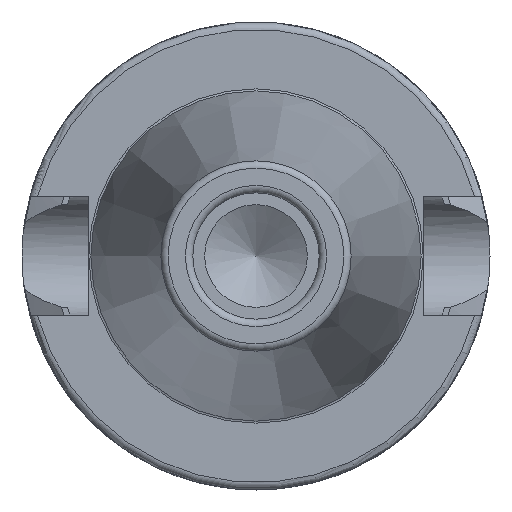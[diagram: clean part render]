
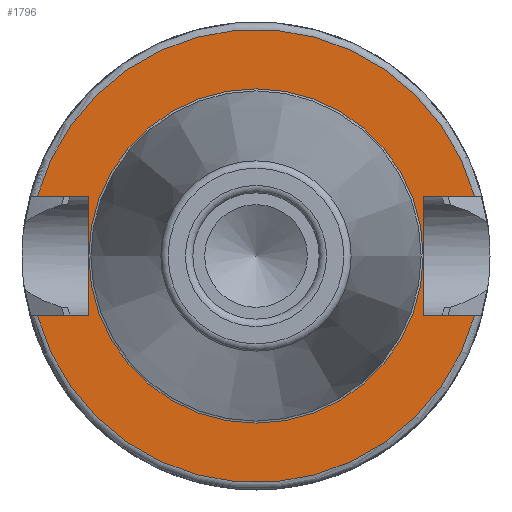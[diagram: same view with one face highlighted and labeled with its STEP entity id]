
A CAD part, left-side view. The second image highlights one B-rep face of the part: STEP entity #1796.
In plain terms, the highlighted planar face has unit normal (-1, 0, 0).
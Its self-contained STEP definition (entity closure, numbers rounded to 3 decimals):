
#98=FACE_BOUND('',#332,.T.);
#144=PLANE('',#2101);
#218=FACE_OUTER_BOUND('',#331,.T.);
#331=EDGE_LOOP('',(#1436,#1437,#1438,#1439,#1440,#1441,#1442,#1443));
#332=EDGE_LOOP('',(#1444));
#450=CIRCLE('',#2078,30.5);
#462=CIRCLE('',#2100,22.5);
#463=CIRCLE('',#2102,30.5);
#556=LINE('',#3087,#656);
#560=LINE('',#3095,#660);
#563=LINE('',#3115,#663);
#574=LINE('',#3215,#674);
#577=LINE('',#3236,#677);
#579=LINE('',#3239,#679);
#656=VECTOR('',#2395,10.);
#660=VECTOR('',#2401,10.);
#663=VECTOR('',#2406,10.);
#674=VECTOR('',#2461,10.);
#677=VECTOR('',#2466,10.);
#679=VECTOR('',#2470,10.);
#808=VERTEX_POINT('',#3075);
#809=VERTEX_POINT('',#3086);
#811=VERTEX_POINT('',#3092);
#812=VERTEX_POINT('',#3094);
#827=VERTEX_POINT('',#3175);
#834=VERTEX_POINT('',#3212);
#835=VERTEX_POINT('',#3214);
#839=VERTEX_POINT('',#3235);
#847=VERTEX_POINT('',#3265);
#1003=EDGE_CURVE('',#809,#808,#556,.T.);
#1007=EDGE_CURVE('',#812,#811,#560,.T.);
#1012=EDGE_CURVE('',#811,#809,#563,.T.);
#1032=EDGE_CURVE('',#812,#827,#450,.T.);
#1042=EDGE_CURVE('',#835,#834,#574,.T.);
#1047=EDGE_CURVE('',#839,#827,#577,.T.);
#1049=EDGE_CURVE('',#834,#839,#579,.T.);
#1063=EDGE_CURVE('',#847,#847,#462,.T.);
#1064=EDGE_CURVE('',#835,#808,#463,.T.);
#1436=ORIENTED_EDGE('',*,*,#1003,.T.);
#1437=ORIENTED_EDGE('',*,*,#1064,.F.);
#1438=ORIENTED_EDGE('',*,*,#1042,.T.);
#1439=ORIENTED_EDGE('',*,*,#1049,.T.);
#1440=ORIENTED_EDGE('',*,*,#1047,.T.);
#1441=ORIENTED_EDGE('',*,*,#1032,.F.);
#1442=ORIENTED_EDGE('',*,*,#1007,.T.);
#1443=ORIENTED_EDGE('',*,*,#1012,.T.);
#1444=ORIENTED_EDGE('',*,*,#1063,.T.);
#1796=ADVANCED_FACE('',(#218,#98),#144,.T.);
#2078=AXIS2_PLACEMENT_3D('',#3176,#2448,#2449);
#2100=AXIS2_PLACEMENT_3D('',#3267,#2506,#2507);
#2101=AXIS2_PLACEMENT_3D('',#3268,#2508,#2509);
#2102=AXIS2_PLACEMENT_3D('',#3269,#2510,#2511);
#2395=DIRECTION('',(0.,-1.,0.));
#2401=DIRECTION('',(0.,1.,0.));
#2406=DIRECTION('',(0.,0.,1.));
#2448=DIRECTION('center_axis',(1.,0.,0.));
#2449=DIRECTION('ref_axis',(0.,0.,-1.));
#2461=DIRECTION('',(0.,-1.,0.));
#2466=DIRECTION('',(0.,1.,0.));
#2470=DIRECTION('',(0.,0.,-1.));
#2506=DIRECTION('center_axis',(1.,0.,0.));
#2507=DIRECTION('ref_axis',(0.,0.,-1.));
#2508=DIRECTION('center_axis',(-1.,0.,0.));
#2509=DIRECTION('ref_axis',(0.,0.,1.));
#2510=DIRECTION('center_axis',(1.,0.,0.));
#2511=DIRECTION('ref_axis',(0.,0.,-1.));
#3075=CARTESIAN_POINT('',(2.,-29.418,8.05));
#3086=CARTESIAN_POINT('',(2.,-22.6,8.05));
#3087=CARTESIAN_POINT('',(2.,3.95,8.05));
#3092=CARTESIAN_POINT('',(2.,-22.6,-8.05));
#3094=CARTESIAN_POINT('',(2.,-29.418,-8.05));
#3095=CARTESIAN_POINT('',(2.,3.95,-8.05));
#3115=CARTESIAN_POINT('',(2.,-22.6,0.));
#3175=CARTESIAN_POINT('',(2.,29.418,-8.05));
#3176=CARTESIAN_POINT('Origin',(2.,0.,0.));
#3212=CARTESIAN_POINT('',(2.,22.6,8.05));
#3214=CARTESIAN_POINT('',(2.,29.418,8.05));
#3215=CARTESIAN_POINT('',(2.,26.55,8.05));
#3235=CARTESIAN_POINT('',(2.,22.6,-8.05));
#3236=CARTESIAN_POINT('',(2.,26.55,-8.05));
#3239=CARTESIAN_POINT('',(2.,22.6,0.));
#3265=CARTESIAN_POINT('',(2.,0.,22.5));
#3267=CARTESIAN_POINT('Origin',(2.,0.,0.));
#3268=CARTESIAN_POINT('Origin',(2.,30.5,0.));
#3269=CARTESIAN_POINT('Origin',(2.,0.,0.));
